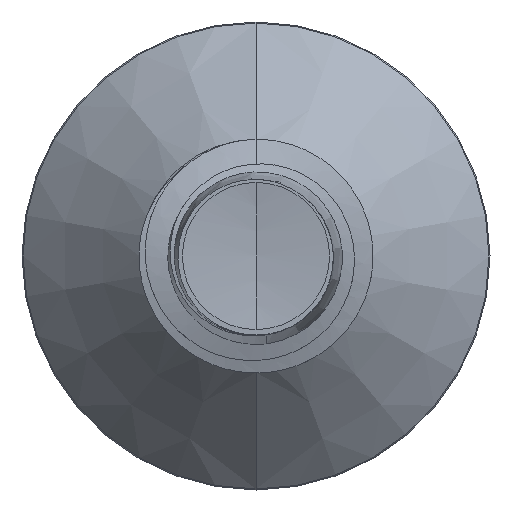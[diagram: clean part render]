
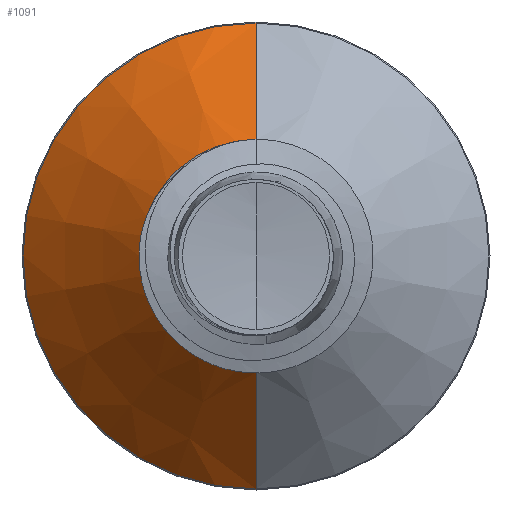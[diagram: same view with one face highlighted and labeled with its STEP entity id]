
A CAD part, front view. The second image highlights one B-rep face of the part: STEP entity #1091.
In plain terms, the highlighted conical face has half-angle 45 degrees and reference radius 0.996 mm.
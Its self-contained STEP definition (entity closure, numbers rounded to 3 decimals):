
#89 = ORIENTED_EDGE ( 'NONE', *, *, #8674, .F. ) ;
#144 = EDGE_CURVE ( 'NONE', #9333, #2470, #4532, .T. ) ;
#1052 = AXIS2_PLACEMENT_3D ( 'NONE', #4119, #8792, #4886 ) ;
#1091 = ADVANCED_FACE ( 'NONE', ( #4163 ), #5858, .T. ) ;
#1239 = VERTEX_POINT ( 'NONE', #2348 ) ;
#2127 = DIRECTION ( 'NONE',  ( 0., 1., 0. ) ) ;
#2141 = CIRCLE ( 'NONE', #4416, 1.991 ) ;
#2320 = VECTOR ( 'NONE', #6122, 1000. ) ;
#2348 = CARTESIAN_POINT ( 'NONE',  ( 0., 2.141, -1.991 ) ) ;
#2455 = CARTESIAN_POINT ( 'NONE',  ( 0., 1.146, -0.996 ) ) ;
#2470 = VERTEX_POINT ( 'NONE', #6660 ) ;
#2528 = EDGE_CURVE ( 'NONE', #1239, #2470, #2141, .T. ) ;
#3208 = CARTESIAN_POINT ( 'NONE',  ( 0., 1.146, 0. ) ) ;
#3247 = DIRECTION ( 'NONE',  ( 0., 1., 0. ) ) ;
#3256 = DIRECTION ( 'NONE',  ( 0., 0., 1. ) ) ;
#3944 = VERTEX_POINT ( 'NONE', #2455 ) ;
#3963 = DIRECTION ( 'NONE',  ( 0., 0.707, -0.707 ) ) ;
#4119 = CARTESIAN_POINT ( 'NONE',  ( 0., 1.146, 0. ) ) ;
#4163 = FACE_OUTER_BOUND ( 'NONE', #7411, .T. ) ;
#4416 = AXIS2_PLACEMENT_3D ( 'NONE', #6692, #2127, #7341 ) ;
#4532 = LINE ( 'NONE', #9925, #2320 ) ;
#4886 = DIRECTION ( 'NONE',  ( 0., 0., 1. ) ) ;
#5858 = CONICAL_SURFACE ( 'NONE', #9042, 0.996, 0.785 ) ;
#6122 = DIRECTION ( 'NONE',  ( 0., 0.707, 0.707 ) ) ;
#6267 = VECTOR ( 'NONE', #3963, 1000. ) ;
#6660 = CARTESIAN_POINT ( 'NONE',  ( 0., 2.141, 1.991 ) ) ;
#6692 = CARTESIAN_POINT ( 'NONE',  ( 0., 2.141, 0. ) ) ;
#6763 = CIRCLE ( 'NONE', #1052, 0.996 ) ;
#6773 = CARTESIAN_POINT ( 'NONE',  ( 0., 1.146, -0.996 ) ) ;
#7341 = DIRECTION ( 'NONE',  ( 0., 0., 1. ) ) ;
#7411 = EDGE_LOOP ( 'NONE', ( #89, #7504, #8083, #7469 ) ) ;
#7469 = ORIENTED_EDGE ( 'NONE', *, *, #2528, .F. ) ;
#7504 = ORIENTED_EDGE ( 'NONE', *, *, #7710, .T. ) ;
#7710 = EDGE_CURVE ( 'NONE', #3944, #9333, #6763, .T. ) ;
#7973 = LINE ( 'NONE', #6773, #6267 ) ;
#8083 = ORIENTED_EDGE ( 'NONE', *, *, #144, .T. ) ;
#8674 = EDGE_CURVE ( 'NONE', #3944, #1239, #7973, .T. ) ;
#8792 = DIRECTION ( 'NONE',  ( 0., 1., 0. ) ) ;
#9042 = AXIS2_PLACEMENT_3D ( 'NONE', #3208, #3247, #3256 ) ;
#9333 = VERTEX_POINT ( 'NONE', #9536 ) ;
#9536 = CARTESIAN_POINT ( 'NONE',  ( 0., 1.146, 0.996 ) ) ;
#9925 = CARTESIAN_POINT ( 'NONE',  ( 0., 1.146, 0.996 ) ) ;
